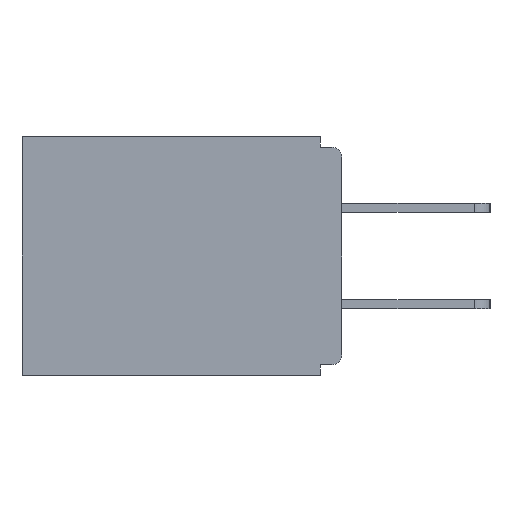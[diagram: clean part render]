
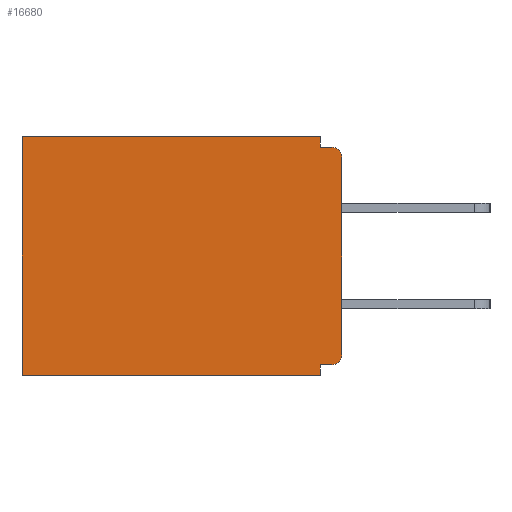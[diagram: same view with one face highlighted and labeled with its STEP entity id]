
A CAD part, left-side view. The second image highlights one B-rep face of the part: STEP entity #16680.
In plain terms, the highlighted planar face has unit normal (-1, 0, 0).
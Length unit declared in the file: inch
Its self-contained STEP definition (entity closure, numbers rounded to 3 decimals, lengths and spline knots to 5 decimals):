
#3 = LINE ( 'NONE', #25681, #22355 ) ;
#860 = VERTEX_POINT ( 'NONE', #18621 ) ;
#989 = EDGE_LOOP ( 'NONE', ( #9869, #23218, #18039, #24141, #20694, #19992, #16276, #12340, #4120, #16599 ) ) ;
#1041 = LINE ( 'NONE', #20088, #1691 ) ;
#1577 = DIRECTION ( 'NONE',  ( -1., 0., 0. ) ) ;
#1691 = VECTOR ( 'NONE', #3444, 39.37008 ) ;
#1980 = EDGE_CURVE ( 'NONE', #13209, #3198, #6034, .T. ) ;
#2004 = LINE ( 'NONE', #21060, #6604 ) ;
#2411 = DIRECTION ( 'NONE',  ( 0., -1., 0. ) ) ;
#2672 = DIRECTION ( 'NONE',  ( 0., 0., -1. ) ) ;
#2751 = VECTOR ( 'NONE', #2411, 39.37008 ) ;
#3198 = VERTEX_POINT ( 'NONE', #21785 ) ;
#3421 = CIRCLE ( 'NONE', #5913, 0.015 ) ;
#3444 = DIRECTION ( 'NONE',  ( 0., 1., 0. ) ) ;
#3525 = CARTESIAN_POINT ( 'NONE',  ( 0.298, 0., 0. ) ) ;
#4120 = ORIENTED_EDGE ( 'NONE', *, *, #4631, .T. ) ;
#4430 = DIRECTION ( 'NONE',  ( 0., 1., 0. ) ) ;
#4631 = EDGE_CURVE ( 'NONE', #14584, #17184, #18790, .T. ) ;
#4685 = CARTESIAN_POINT ( 'NONE',  ( 0.298, 0.015, -0.313 ) ) ;
#5040 = DIRECTION ( 'NONE',  ( 0., 1., 0. ) ) ;
#5383 = LINE ( 'NONE', #14682, #2751 ) ;
#5566 = CARTESIAN_POINT ( 'NONE',  ( 0.298, 0.015, -0.03 ) ) ;
#5792 = PLANE ( 'NONE',  #25206 ) ;
#5913 = AXIS2_PLACEMENT_3D ( 'NONE', #5566, #1577, #20033 ) ;
#6034 = LINE ( 'NONE', #12705, #23837 ) ;
#6602 = VECTOR ( 'NONE', #16654, 39.37008 ) ;
#6604 = VECTOR ( 'NONE', #4430, 39.37008 ) ;
#7038 = DIRECTION ( 'NONE',  ( -1., 0., 0. ) ) ;
#7234 = CARTESIAN_POINT ( 'NONE',  ( 0.298, 0.015, -0.015 ) ) ;
#7940 = LINE ( 'NONE', #17901, #14696 ) ;
#8081 = EDGE_CURVE ( 'NONE', #24695, #22188, #5383, .T. ) ;
#8531 = LINE ( 'NONE', #8536, #6602 ) ;
#8536 = CARTESIAN_POINT ( 'NONE',  ( 0.298, 0.031, -0.343 ) ) ;
#8636 = EDGE_CURVE ( 'NONE', #22180, #17184, #7940, .T. ) ;
#9102 = DIRECTION ( 'NONE',  ( 0., 0., -1. ) ) ;
#9563 = CARTESIAN_POINT ( 'NONE',  ( 0.298, 0., -0.313 ) ) ;
#9869 = ORIENTED_EDGE ( 'NONE', *, *, #24221, .T. ) ;
#9973 = DIRECTION ( 'NONE',  ( 0., 0., -1. ) ) ;
#12340 = ORIENTED_EDGE ( 'NONE', *, *, #25981, .F. ) ;
#12705 = CARTESIAN_POINT ( 'NONE',  ( 0.298, 0.46, 0. ) ) ;
#12744 = CARTESIAN_POINT ( 'NONE',  ( 0.298, 0.031, -0.343 ) ) ;
#13006 = DIRECTION ( 'NONE',  ( 0., 0., -1. ) ) ;
#13209 = VERTEX_POINT ( 'NONE', #25000 ) ;
#13372 = VECTOR ( 'NONE', #13006, 39.37008 ) ;
#14203 = CARTESIAN_POINT ( 'NONE',  ( 0.298, 0.015, -0.328 ) ) ;
#14584 = VERTEX_POINT ( 'NONE', #14203 ) ;
#14682 = CARTESIAN_POINT ( 'NONE',  ( 0.298, 0., -0.015 ) ) ;
#14696 = VECTOR ( 'NONE', #15544, 39.37008 ) ;
#15061 = CARTESIAN_POINT ( 'NONE',  ( 0.298, 0.031, -0.343 ) ) ;
#15125 = AXIS2_PLACEMENT_3D ( 'NONE', #4685, #7038, #2672 ) ;
#15342 = EDGE_CURVE ( 'NONE', #22144, #3198, #2004, .T. ) ;
#15544 = DIRECTION ( 'NONE',  ( 0., 0., -1. ) ) ;
#15934 = CARTESIAN_POINT ( 'NONE',  ( 0.298, 0.031, -0.015 ) ) ;
#16276 = ORIENTED_EDGE ( 'NONE', *, *, #21205, .F. ) ;
#16599 = ORIENTED_EDGE ( 'NONE', *, *, #8636, .F. ) ;
#16632 = LINE ( 'NONE', #12744, #13372 ) ;
#16654 = DIRECTION ( 'NONE',  ( 0., 0., -1. ) ) ;
#16680 = ADVANCED_FACE ( 'NONE', ( #25559 ), #5792, .F. ) ;
#17184 = VERTEX_POINT ( 'NONE', #9563 ) ;
#17901 = CARTESIAN_POINT ( 'NONE',  ( 0.298, 0., 0. ) ) ;
#18039 = ORIENTED_EDGE ( 'NONE', *, *, #25152, .F. ) ;
#18621 = CARTESIAN_POINT ( 'NONE',  ( 0.298, 0.031, -0.328 ) ) ;
#18790 = CIRCLE ( 'NONE', #15125, 0.015 ) ;
#19992 = ORIENTED_EDGE ( 'NONE', *, *, #15342, .F. ) ;
#20033 = DIRECTION ( 'NONE',  ( 0., 0., -1. ) ) ;
#20088 = CARTESIAN_POINT ( 'NONE',  ( 0.298, 0., -0.328 ) ) ;
#20694 = ORIENTED_EDGE ( 'NONE', *, *, #1980, .T. ) ;
#21060 = CARTESIAN_POINT ( 'NONE',  ( 0.298, 0., -0.343 ) ) ;
#21205 = EDGE_CURVE ( 'NONE', #860, #22144, #8531, .T. ) ;
#21515 = VERTEX_POINT ( 'NONE', #23713 ) ;
#21785 = CARTESIAN_POINT ( 'NONE',  ( 0.298, 0.46, -0.343 ) ) ;
#21859 = CARTESIAN_POINT ( 'NONE',  ( 0.298, 0., -0.03 ) ) ;
#22122 = EDGE_CURVE ( 'NONE', #21515, #13209, #3, .T. ) ;
#22144 = VERTEX_POINT ( 'NONE', #15061 ) ;
#22180 = VERTEX_POINT ( 'NONE', #21859 ) ;
#22188 = VERTEX_POINT ( 'NONE', #7234 ) ;
#22334 = DIRECTION ( 'NONE',  ( 1., 0., 0. ) ) ;
#22355 = VECTOR ( 'NONE', #5040, 39.37008 ) ;
#23218 = ORIENTED_EDGE ( 'NONE', *, *, #8081, .F. ) ;
#23713 = CARTESIAN_POINT ( 'NONE',  ( 0.298, 0.031, 0. ) ) ;
#23837 = VECTOR ( 'NONE', #9102, 39.37008 ) ;
#24141 = ORIENTED_EDGE ( 'NONE', *, *, #22122, .T. ) ;
#24221 = EDGE_CURVE ( 'NONE', #22180, #22188, #3421, .T. ) ;
#24695 = VERTEX_POINT ( 'NONE', #15934 ) ;
#25000 = CARTESIAN_POINT ( 'NONE',  ( 0.298, 0.46, 0. ) ) ;
#25152 = EDGE_CURVE ( 'NONE', #21515, #24695, #16632, .T. ) ;
#25206 = AXIS2_PLACEMENT_3D ( 'NONE', #3525, #22334, #9973 ) ;
#25559 = FACE_OUTER_BOUND ( 'NONE', #989, .T. ) ;
#25681 = CARTESIAN_POINT ( 'NONE',  ( 0.298, 0., 0. ) ) ;
#25981 = EDGE_CURVE ( 'NONE', #14584, #860, #1041, .T. ) ;
